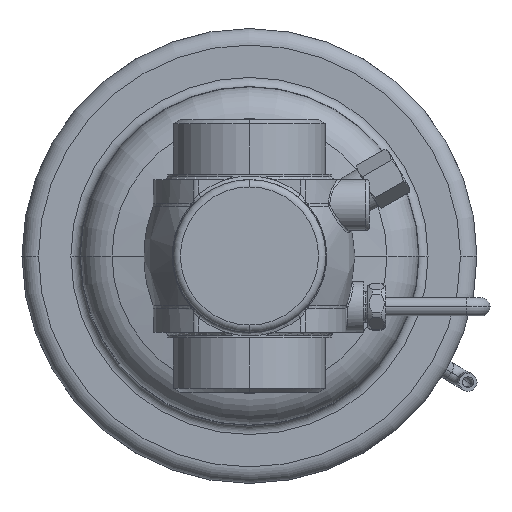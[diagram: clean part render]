
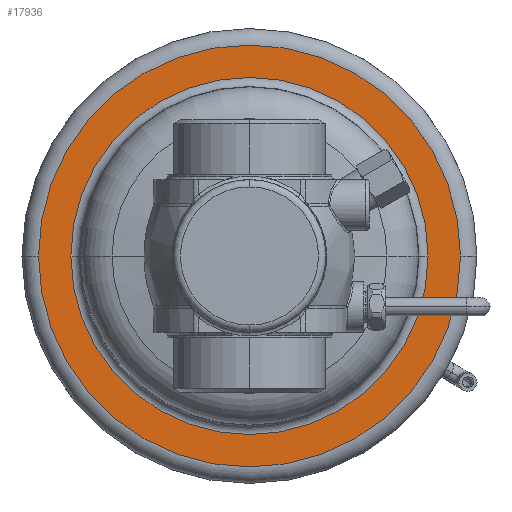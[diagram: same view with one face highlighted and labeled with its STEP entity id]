
A CAD part, left-side view. The second image highlights one B-rep face of the part: STEP entity #17936.
In plain terms, the highlighted planar face has unit normal (-1, 0, 0).
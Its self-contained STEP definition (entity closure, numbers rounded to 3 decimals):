
#181=CARTESIAN_POINT('',(-2.5,0.,0.));
#182=DIRECTION('',(1.,0.,0.));
#183=DIRECTION('',(0.,1.,0.));
#184=AXIS2_PLACEMENT_3D('',#181,#182,#183);
#186=CARTESIAN_POINT('',(-2.5,0.,0.));
#187=DIRECTION('',(-1.,0.,0.));
#188=DIRECTION('',(0.,1.,0.));
#189=AXIS2_PLACEMENT_3D('',#186,#187,#188);
#201=CARTESIAN_POINT('',(-2.5,0.,0.));
#202=DIRECTION('',(-1.,0.,0.));
#203=DIRECTION('',(0.,1.,0.));
#204=AXIS2_PLACEMENT_3D('',#201,#202,#203);
#206=CARTESIAN_POINT('',(-2.5,0.,0.));
#207=DIRECTION('',(1.,0.,0.));
#208=DIRECTION('',(0.,1.,0.));
#209=AXIS2_PLACEMENT_3D('',#206,#207,#208);
#15663=CARTESIAN_POINT('',(-2.5,58.05,0.));
#15665=VERTEX_POINT('',#15663);
#15666=CARTESIAN_POINT('',(-2.5,49.137,0.));
#15668=VERTEX_POINT('',#15666);
#15695=CARTESIAN_POINT('',(-2.5,-58.05,0.));
#15697=VERTEX_POINT('',#15695);
#15698=CARTESIAN_POINT('',(-2.5,-49.137,0.));
#15700=VERTEX_POINT('',#15698);
#17921=CARTESIAN_POINT('',(-2.5,0.,0.));
#17922=DIRECTION('',(1.,0.,0.));
#17923=DIRECTION('',(0.,-1.,0.));
#17924=AXIS2_PLACEMENT_3D('',#17921,#17922,#17923);
#17925=PLANE('',#17924);
#17926=ORIENTED_EDGE('',*,*,#17903,.T.);
#17927=ORIENTED_EDGE('',*,*,#17914,.F.);
#17928=EDGE_LOOP('',(#17926,#17927));
#17929=FACE_OUTER_BOUND('',#17928,.F.);
#17931=ORIENTED_EDGE('',*,*,#17930,.T.);
#17933=ORIENTED_EDGE('',*,*,#17932,.F.);
#17934=EDGE_LOOP('',(#17931,#17933));
#17935=FACE_BOUND('',#17934,.F.);
#17936=ADVANCED_FACE('',(#17929,#17935),#17925,.F.);
#185=CIRCLE('',#184,58.05);
#190=CIRCLE('',#189,58.05);
#205=CIRCLE('',#204,49.137);
#210=CIRCLE('',#209,49.137);
#17903=EDGE_CURVE('',#15665,#15697,#185,.T.);
#17914=EDGE_CURVE('',#15665,#15697,#190,.T.);
#17930=EDGE_CURVE('',#15668,#15700,#205,.T.);
#17932=EDGE_CURVE('',#15668,#15700,#210,.T.);
